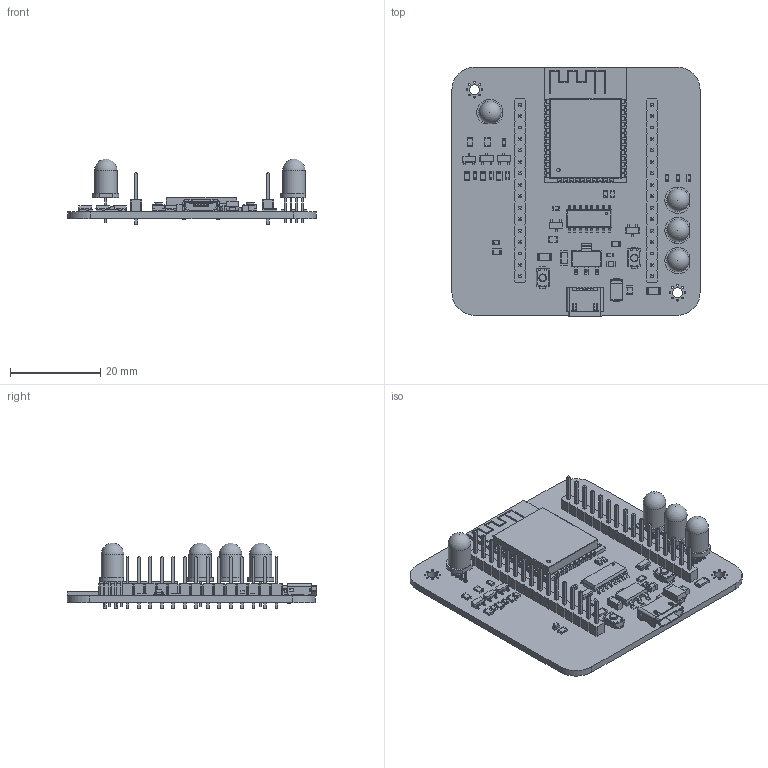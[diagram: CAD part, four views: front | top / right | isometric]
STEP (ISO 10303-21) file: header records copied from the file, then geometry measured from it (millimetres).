
FILE_DESCRIPTION(('KiCad electronic assembly'),'2;1');
FILE_NAME('customESP32board.step','2025-10-01T22:46:01',('Pcbnew'),( 'Kicad'),'Open CASCADE STEP processor 7.8','KiCad to STEP converter' ,'Unknown');
FILE_SCHEMA(('AUTOMOTIVE_DESIGN { 1 0 10303 214 1 1 1 1 }'));
Length unit declared in the file: millimetre
Products named in the file (23): customESP32board 1; R_0805_2012Metric; C_0805_2012Metric; LED_0603_1608Metric; C_1206_3216Metric; LED_D5.0mm-4_RGB; ESP32-WROOM-32; R_0603_1608Metric; C_0603_1608Metric; SOT-23; TS-1088-AR02016; CH340C; PinHeader_1x16_P2.54mm_Vertical; D_SMA; Download_STP_629105150521_rev1; 629105150521_Housing; 629105150521_Pin1; 629105150521_Pin2; 629105150521_Shielding2; 629105150521_Shielding; SOT-223; R_1206_3216Metric; customESP32board_PCB
Assembly tree (52 placements, depth 3):
  customESP32board 1
    R_0805_2012Metric  x8
    C_0805_2012Metric  x2
    LED_0603_1608Metric  x2
    C_1206_3216Metric
    LED_D5.0mm-4_RGB  x4
    ESP32-WROOM-32
    R_0603_1608Metric  x8
    C_0603_1608Metric  x2
    SOT-23  x5
    TS-1088-AR02016  x2
    CH340C
    PinHeader_1x16_P2.54mm_Vertical  x2
    D_SMA
    Download_STP_629105150521_rev1
      629105150521_Housing
      629105150521_Pin1  x4
      629105150521_Pin2
      629105150521_Shielding2
      629105150521_Shielding
    SOT-223
    R_1206_3216Metric  x2
    customESP32board_PCB
Bounding box: 55 x 55.35 x 14.6 mm (x, y, z)
Volume: 7027.3 mm3; surface area: 11407.5 mm2
Topology: 74 solids, 75 shells, 4110 faces, 10644 edges, 6753 vertices
Faces by surface type: plane 3101, cylinder 800, bspline 175, sphere 12, torus 12, revolution 8, cone 2
Full cylindrical faces by diameter (mm): 0.2 x12, 0.4 x16, 0.6 x2, 0.8 x4, 0.9 x16, 1 x32, 2.2 x2, 5 x4
Entity records: 92206 total; most frequent: CARTESIAN_POINT 14559, ORIENTED_EDGE 13840, DIRECTION 13369, EDGE_CURVE 6920, LINE 5463, VECTOR 5463, VERTEX_POINT 4407, AXIS2_PLACEMENT_3D 3949
